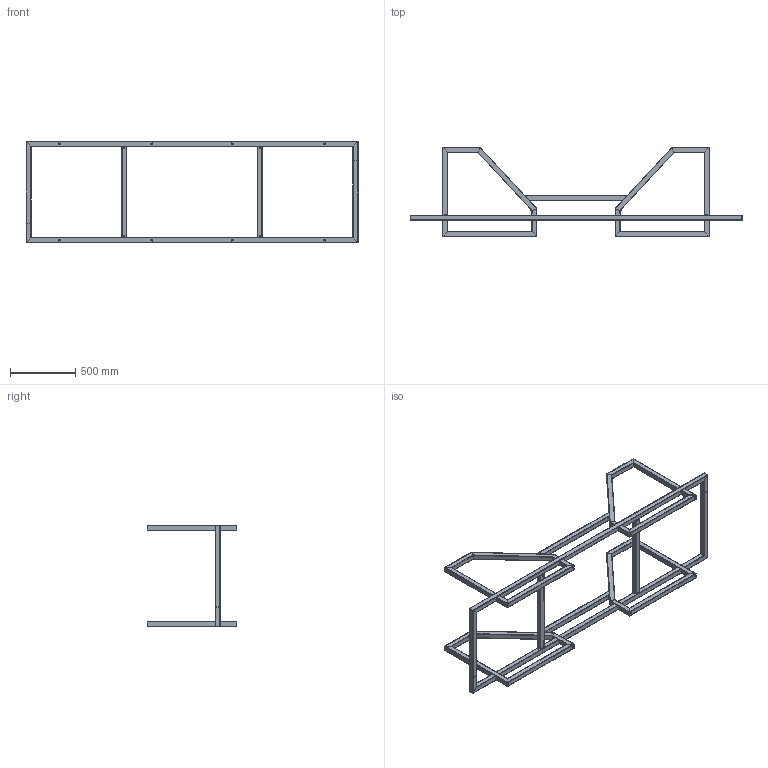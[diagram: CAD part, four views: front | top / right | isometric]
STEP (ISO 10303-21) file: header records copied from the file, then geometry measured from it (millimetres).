
FILE_DESCRIPTION (( 'STEP AP203' ), '1' );
FILE_NAME ('Stativ3-.step', '2025-10-29T19:31:09', ( '' ), ( '' ), 'SwSTEP 2.0', 'SolidWorks 2023', '' );
FILE_SCHEMA (( 'CONFIG_CONTROL_DESIGN' ));
Length unit declared in the file: millimetre
Products named in the file (1): Stativ3-
Bounding box: 2550 x 685 x 780 mm (x, y, z)
Volume: 5553491.6 mm3; surface area: 5585307.2 mm2
Topology: 30 solids, 30 shells, 884 faces, 2594 edges, 1730 vertices
Faces by surface type: plane 516, cylinder 368
Entity records: 29293 total; most frequent: CARTESIAN_POINT 6533, ORIENTED_EDGE 5188, DIRECTION 4200, EDGE_CURVE 2594, VECTOR 1790, LINE 1790, VERTEX_POINT 1730, AXIS2_PLACEMENT_3D 1205
